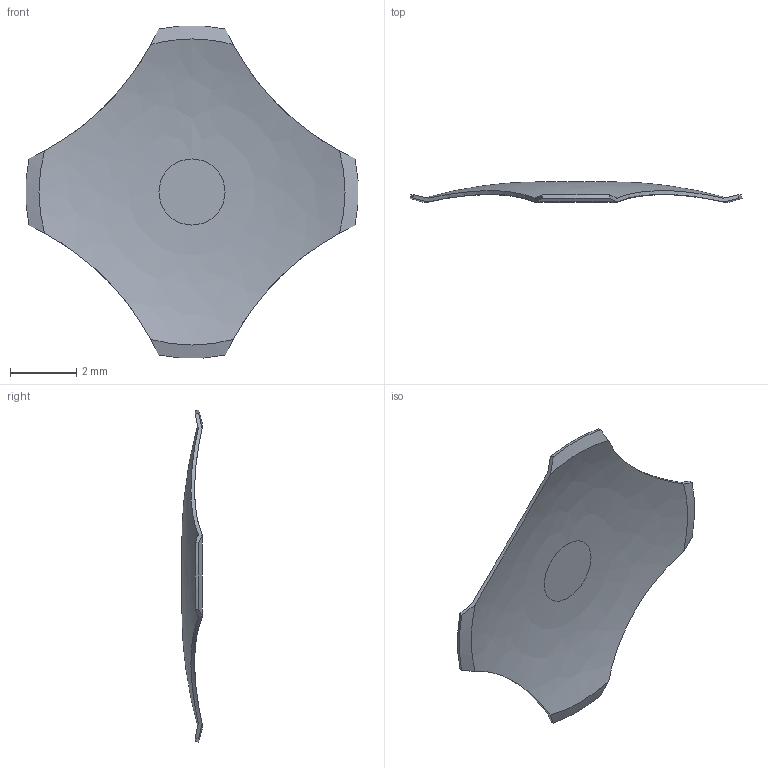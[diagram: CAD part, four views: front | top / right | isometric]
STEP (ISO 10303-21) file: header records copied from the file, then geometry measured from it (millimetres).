
FILE_DESCRIPTION(/* description */ (''),/* implementation_level */ '2;1');
FILE_NAME(/* name */ 'GX10700.step',/* time_stamp */ '2023-12-06T17:03:06+01:00',/* author */ (''),/* organization */ (''),/* preprocessor_version */ 'ST-DEVELOPER v20',/* originating_system */ 'Autodesk Translation Framework v12.14.0.127',/* authorisation */ '');
FILE_SCHEMA (('AUTOMOTIVE_DESIGN { 1 0 10303 214 3 1 1 }'));
Length unit declared in the file: millimetre
Products named in the file (1): PRT0116
Bounding box: 10.03 x 0.61 x 10.03 mm (x, y, z)
Volume: 6.6 mm3; surface area: 124 mm2
Topology: 1 solids, 1 shells, 20 faces, 54 edges, 36 vertices
Faces by surface type: cone 12, cylinder 4, bspline 2, plane 2
Entity records: 900 total; most frequent: CARTESIAN_POINT 379, ORIENTED_EDGE 108, DIRECTION 98, EDGE_CURVE 54, AXIS2_PLACEMENT_3D 49, VERTEX_POINT 36, B_SPLINE_CURVE_WITH_KNOTS 24, CIRCLE 22
